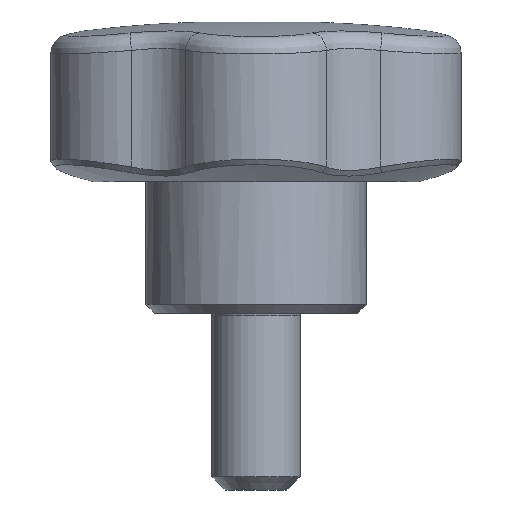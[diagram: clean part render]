
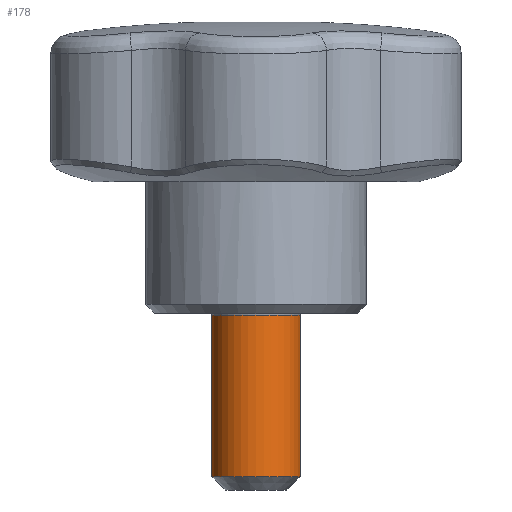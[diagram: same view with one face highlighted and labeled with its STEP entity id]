
A CAD part, front view. The second image highlights one B-rep face of the part: STEP entity #178.
In plain terms, the highlighted cylindrical face has radius 5 mm (diameter 10 mm), a full revolution.
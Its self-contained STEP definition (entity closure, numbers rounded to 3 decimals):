
#178 = ADVANCED_FACE( '', ( #391, #392 ), #393, .T. );
#391 = FACE_OUTER_BOUND( '', #2658, .T. );
#392 = FACE_OUTER_BOUND( '', #2659, .T. );
#393 = CYLINDRICAL_SURFACE( '', #2660, 5. );
#2658 = EDGE_LOOP( '', ( #3855 ) );
#2659 = EDGE_LOOP( '', ( #3856 ) );
#2660 = AXIS2_PLACEMENT_3D( '', #3857, #3858, #3859 );
#3855 = ORIENTED_EDGE( '', *, *, #4299, .T. );
#3856 = ORIENTED_EDGE( '', *, *, #4212, .T. );
#3857 = CARTESIAN_POINT( '', ( 0., 0., -77. ) );
#3858 = DIRECTION( '', ( 0., 0., -1. ) );
#3859 = DIRECTION( '', ( 1., 0., 0. ) );
#4212 = EDGE_CURVE( '', #4511, #4511, #4512, .T. );
#4299 = EDGE_CURVE( '', #4634, #4634, #4635, .F. );
#4511 = VERTEX_POINT( '', #5609 );
#4512 = CIRCLE( '', #5610, 5. );
#4634 = VERTEX_POINT( '', #6713 );
#4635 = CIRCLE( '', #6714, 5. );
#5609 = CARTESIAN_POINT( '', ( 5., 0., -18.5 ) );
#5610 = AXIS2_PLACEMENT_3D( '', #7160, #7161, #7162 );
#6713 = CARTESIAN_POINT( '', ( 5., 0., -0.2 ) );
#6714 = AXIS2_PLACEMENT_3D( '', #7213, #7214, #7215 );
#7160 = CARTESIAN_POINT( '', ( 0., 0., -18.5 ) );
#7161 = DIRECTION( '', ( 0., 0., 1. ) );
#7162 = DIRECTION( '', ( 1., 0., 0. ) );
#7213 = CARTESIAN_POINT( '', ( 0., 0., -0.2 ) );
#7214 = DIRECTION( '', ( 0., 0., 1. ) );
#7215 = DIRECTION( '', ( 1., 0., 0. ) );
